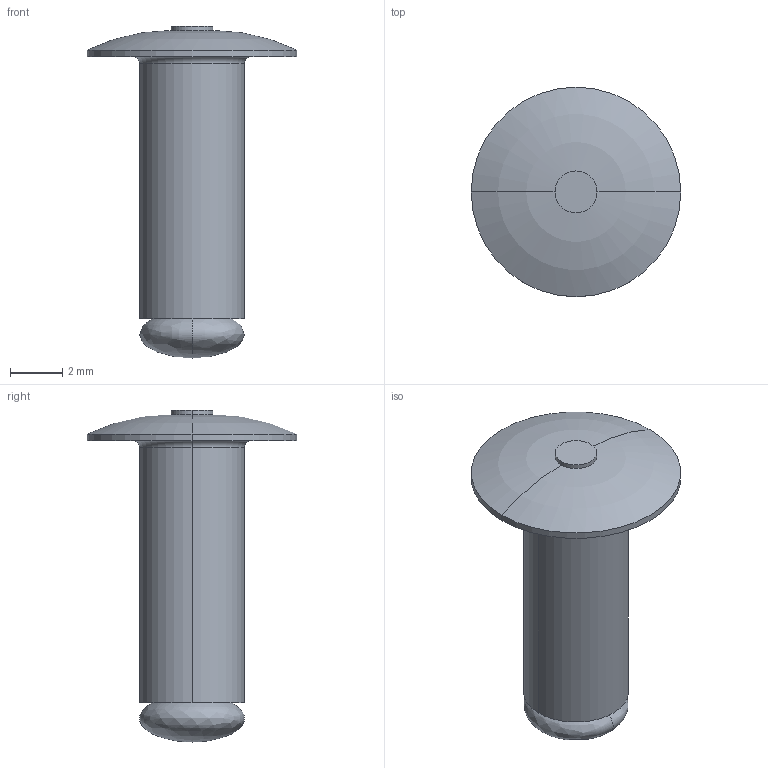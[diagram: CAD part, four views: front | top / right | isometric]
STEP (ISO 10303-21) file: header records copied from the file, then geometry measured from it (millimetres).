
FILE_DESCRIPTION(('HOOPS Exchange Step'),'2;1');
FILE_NAME('export-0E35FE21-9E40-45BB-97C0-2597440D86C3.stp','2022-04-11T22:49:41+03:00',('othaa'),('Alibre'),'HOOPS Exchange 2020.1','Alibre','Unknown authorisation');
FILE_SCHEMA( ('AP242_MANAGED_MODEL_BASED_3D_ENGINEERING_MIM_LF {1 0 10303 442 1 1 4 }') );
Length unit declared in the file: millimetre
Products named in the file (1): rivets
Bounding box: 8 x 8 x 12.67 mm (x, y, z)
Volume: 174.7 mm3; surface area: 253.3 mm2
Topology: 1 solids, 1 shells, 15 faces, 30 edges, 17 vertices
Faces by surface type: cylinder 6, torus 4, plane 3, bspline 2
Entity records: 434 total; most frequent: CARTESIAN_POINT 98, DIRECTION 76, ORIENTED_EDGE 56, AXIS2_PLACEMENT_3D 35, EDGE_CURVE 28, CIRCLE 20, VERTEX_POINT 17, EDGE_LOOP 17
